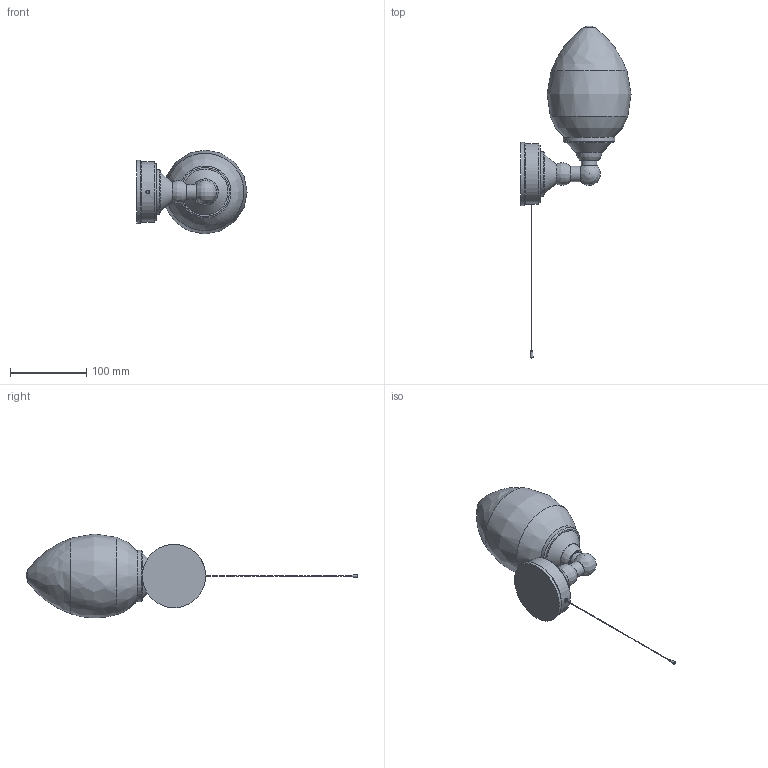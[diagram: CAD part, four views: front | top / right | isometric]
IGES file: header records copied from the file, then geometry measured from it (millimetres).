
Global section: file name: T52-A; native system: AutoCAD 2016 - English; preprocessor: Autodesk Translation Framework DWG producer (atf_dwg_producer); organization: unknown; date: 20161003.095340; units: millimetre
Bounding box: 144.37 x 435.73 x 109.96 mm (x, y, z)
Volume: 1173713.7 mm3; surface area: 81774.4 mm2
Topology: 5 solids, 5 shells, 39 faces, 104 edges, 77 vertices
Faces by surface type: bspline 39
